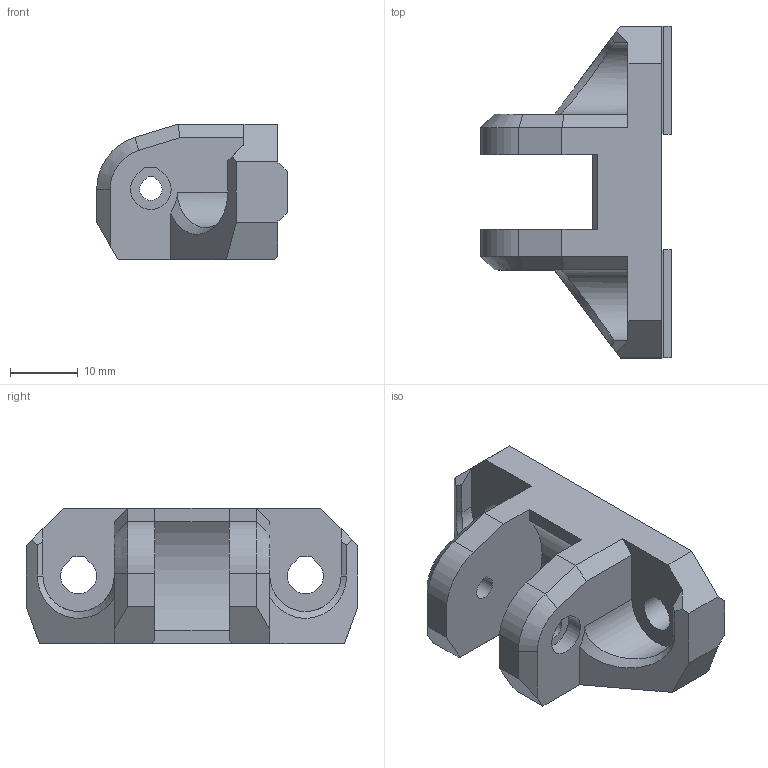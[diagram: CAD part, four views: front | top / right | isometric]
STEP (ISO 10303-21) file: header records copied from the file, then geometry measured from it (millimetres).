
FILE_DESCRIPTION(/* description */ (''),/* implementation_level */ '2;1');
FILE_NAME(/* name */ 'y_idler.step',/* time_stamp */ '2018-01-11T17:34:25+01:00',/* author */ ('gregsaun'),/* organization */ (''),/* preprocessor_version */ 'ST-DEVELOPER v16.13',/* originating_system */ 'Autodesk Translation Framework v6.5.0.72',/* authorisation */ '');
FILE_SCHEMA (('AUTOMOTIVE_DESIGN { 1 0 10303 214 3 1 1 }'));
Length unit declared in the file: millimetre
Products named in the file (1): y_idler
Bounding box: 28.15 x 49 x 20 mm (x, y, z)
Volume: 10171.1 mm3; surface area: 5652.8 mm2
Topology: 1 solids, 8 shells, 141 faces, 347 edges, 226 vertices
Faces by surface type: plane 125, cylinder 12, bspline 2, cone 2
Full cylindrical faces by diameter (mm): 1.5 x2
Entity records: 4229 total; most frequent: CARTESIAN_POINT 843, ORIENTED_EDGE 694, DIRECTION 645, EDGE_CURVE 347, LINE 317, VECTOR 317, VERTEX_POINT 226, AXIS2_PLACEMENT_3D 164
